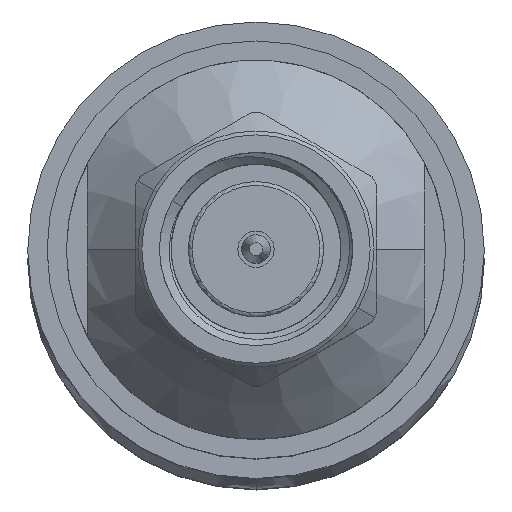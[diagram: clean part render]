
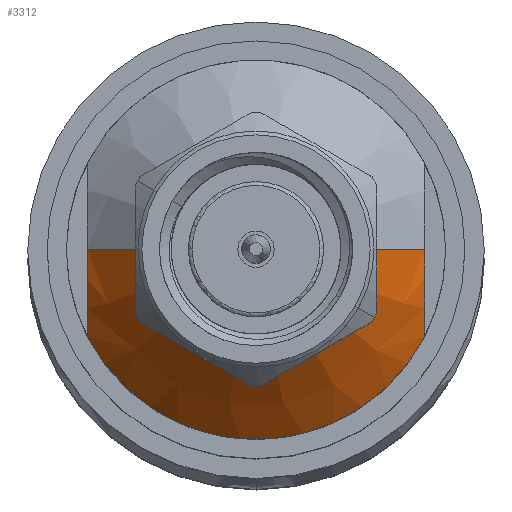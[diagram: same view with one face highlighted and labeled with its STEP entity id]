
A CAD part, top view. The second image highlights one B-rep face of the part: STEP entity #3312.
In plain terms, the highlighted conical face has half-angle 45 degrees and reference radius 6.236 mm.
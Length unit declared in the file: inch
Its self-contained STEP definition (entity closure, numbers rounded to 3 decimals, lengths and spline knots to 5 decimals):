
#88 = AXIS2_PLACEMENT_3D ( 'NONE', #968, #3310, #1335 ) ;
#266 = CARTESIAN_POINT ( 'NONE',  ( 0.47346, 0., 0. ) ) ;
#389 = B_SPLINE_CURVE_WITH_KNOTS ( 'NONE', 3,
 ( #3748, #3326, #1384, #2974, #4550, #582 ),
 .UNSPECIFIED., .F., .F.,
 ( 4, 2, 4 ),
 ( 0.02484, 0.0263, 0.02777 ),
 .UNSPECIFIED. ) ;
#514 = CARTESIAN_POINT ( 'NONE',  ( 0.44646, -0.01956, -0.2185 ) ) ;
#575 = CARTESIAN_POINT ( 'NONE',  ( 0.44646, 0., -0.2185 ) ) ;
#582 = CARTESIAN_POINT ( 'NONE',  ( 0.44646, 0., 0.2185 ) ) ;
#644 = DIRECTION ( 'NONE',  ( 1., 0., 0. ) ) ;
#753 = DIRECTION ( 'NONE',  ( 0.707, 0., -0.707 ) ) ;
#783 = CARTESIAN_POINT ( 'NONE',  ( 0.47346, 0., -0.2455 ) ) ;
#936 = LINE ( 'NONE', #783, #2612 ) ;
#968 = CARTESIAN_POINT ( 'NONE',  ( 0.47346, 0., 0. ) ) ;
#987 = VERTEX_POINT ( 'NONE', #1246 ) ;
#1000 = ORIENTED_EDGE ( 'NONE', *, *, #3681, .T. ) ;
#1017 = CARTESIAN_POINT ( 'NONE',  ( 0.34705, 0., 0. ) ) ;
#1064 = VECTOR ( 'NONE', #4790, 39.37008 ) ;
#1155 = AXIS2_PLACEMENT_3D ( 'NONE', #1017, #4977, #2245 ) ;
#1246 = CARTESIAN_POINT ( 'NONE',  ( 0.47346, -0.11193, 0.2185 ) ) ;
#1335 = DIRECTION ( 'NONE',  ( 0., 0., -1. ) ) ;
#1338 = CARTESIAN_POINT ( 'NONE',  ( 0.44911, -0.03863, -0.2185 ) ) ;
#1384 = CARTESIAN_POINT ( 'NONE',  ( 0.45859, -0.07601, 0.2185 ) ) ;
#1433 = CIRCLE ( 'NONE', #88, 0.2455 ) ;
#1715 = CARTESIAN_POINT ( 'NONE',  ( 0.44646, 0., -0.2185 ) ) ;
#1971 = EDGE_LOOP ( 'NONE', ( #2847, #3882, #5005, #2654, #4315, #1000 ) ) ;
#2021 = CARTESIAN_POINT ( 'NONE',  ( 0.34705, 0., -0.1191 ) ) ;
#2022 = CARTESIAN_POINT ( 'NONE',  ( 0.47346, -0.11193, -0.2185 ) ) ;
#2081 = CARTESIAN_POINT ( 'NONE',  ( 0.44646, 0., 0.2185 ) ) ;
#2245 = DIRECTION ( 'NONE',  ( 0., 0., -1. ) ) ;
#2612 = VECTOR ( 'NONE', #753, 39.37008 ) ;
#2654 = ORIENTED_EDGE ( 'NONE', *, *, #3934, .T. ) ;
#2847 = ORIENTED_EDGE ( 'NONE', *, *, #4045, .F. ) ;
#2875 = CONICAL_SURFACE ( 'NONE', #3263, 0.2455, 0.785 ) ;
#2974 = CARTESIAN_POINT ( 'NONE',  ( 0.44911, -0.03863, 0.2185 ) ) ;
#3107 = VERTEX_POINT ( 'NONE', #2081 ) ;
#3115 = FACE_OUTER_BOUND ( 'NONE', #1971, .T. ) ;
#3263 = AXIS2_PLACEMENT_3D ( 'NONE', #266, #644, #5015 ) ;
#3283 = CARTESIAN_POINT ( 'NONE',  ( 0.45859, -0.07601, -0.2185 ) ) ;
#3310 = DIRECTION ( 'NONE',  ( 1., 0., 0. ) ) ;
#3312 = ADVANCED_FACE ( 'NONE', ( #3115 ), #2875, .T. ) ;
#3326 = CARTESIAN_POINT ( 'NONE',  ( 0.46547, -0.09441, 0.2185 ) ) ;
#3419 = CARTESIAN_POINT ( 'NONE',  ( 0.34705, 0., 0.1191 ) ) ;
#3427 = VERTEX_POINT ( 'NONE', #2021 ) ;
#3633 = CARTESIAN_POINT ( 'NONE',  ( 0.47346, 0., 0.2455 ) ) ;
#3669 = LINE ( 'NONE', #3633, #1064 ) ;
#3677 = CARTESIAN_POINT ( 'NONE',  ( 0.46547, -0.09441, -0.2185 ) ) ;
#3681 = EDGE_CURVE ( 'NONE', #987, #3107, #389, .T. ) ;
#3740 = EDGE_CURVE ( 'NONE', #987, #4387, #1433, .T. ) ;
#3748 = CARTESIAN_POINT ( 'NONE',  ( 0.47346, -0.11193, 0.2185 ) ) ;
#3799 = VERTEX_POINT ( 'NONE', #3419 ) ;
#3805 = EDGE_CURVE ( 'NONE', #3799, #3427, #4346, .T. ) ;
#3882 = ORIENTED_EDGE ( 'NONE', *, *, #3805, .T. ) ;
#3934 = EDGE_CURVE ( 'NONE', #4100, #4387, #4368, .T. ) ;
#4045 = EDGE_CURVE ( 'NONE', #3799, #3107, #3669, .T. ) ;
#4087 = CARTESIAN_POINT ( 'NONE',  ( 0.47346, -0.11193, -0.2185 ) ) ;
#4100 = VERTEX_POINT ( 'NONE', #1715 ) ;
#4315 = ORIENTED_EDGE ( 'NONE', *, *, #3740, .F. ) ;
#4346 = CIRCLE ( 'NONE', #1155, 0.1191 ) ;
#4368 = B_SPLINE_CURVE_WITH_KNOTS ( 'NONE', 3,
 ( #575, #514, #1338, #3283, #3677, #4087 ),
 .UNSPECIFIED., .F., .F.,
 ( 4, 2, 4 ),
 ( 0.028, 0.02946, 0.03092 ),
 .UNSPECIFIED. ) ;
#4387 = VERTEX_POINT ( 'NONE', #2022 ) ;
#4550 = CARTESIAN_POINT ( 'NONE',  ( 0.44646, -0.01956, 0.2185 ) ) ;
#4735 = EDGE_CURVE ( 'NONE', #3427, #4100, #936, .T. ) ;
#4790 = DIRECTION ( 'NONE',  ( 0.707, 0., 0.707 ) ) ;
#4977 = DIRECTION ( 'NONE',  ( 1., 0., 0. ) ) ;
#5005 = ORIENTED_EDGE ( 'NONE', *, *, #4735, .T. ) ;
#5015 = DIRECTION ( 'NONE',  ( 0., 0., -1. ) ) ;
